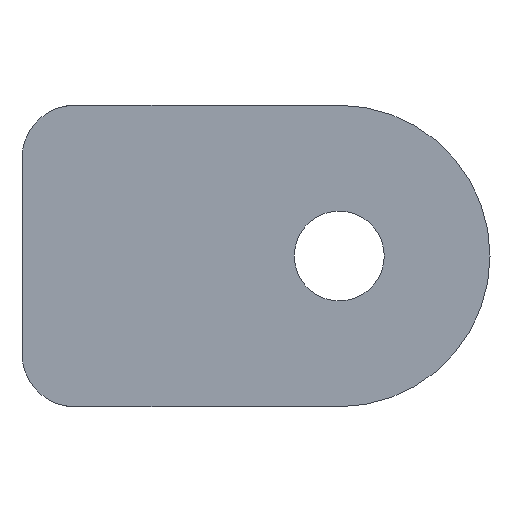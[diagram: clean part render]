
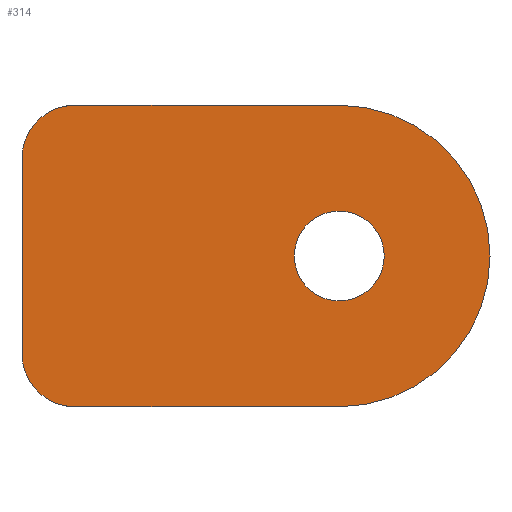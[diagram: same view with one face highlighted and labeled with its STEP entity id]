
A CAD part, front view. The second image highlights one B-rep face of the part: STEP entity #314.
In plain terms, the highlighted planar face has unit normal (0, -1, 0).
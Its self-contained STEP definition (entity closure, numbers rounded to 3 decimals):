
#2 = CARTESIAN_POINT ( 'NONE',  ( 0., 0., 4.25 ) ) ;
#33 = VERTEX_POINT ( 'NONE', #137 ) ;
#40 = DIRECTION ( 'NONE',  ( 0., -1., 0. ) ) ;
#41 = DIRECTION ( 'NONE',  ( 0., 1., 0. ) ) ;
#49 = DIRECTION ( 'NONE',  ( 0., 0., 1. ) ) ;
#53 = CARTESIAN_POINT ( 'NONE',  ( -30., 0., 14.25 ) ) ;
#56 = VERTEX_POINT ( 'NONE', #98 ) ;
#65 = ORIENTED_EDGE ( 'NONE', *, *, #308, .T. ) ;
#73 = VERTEX_POINT ( 'NONE', #86 ) ;
#79 = CIRCLE ( 'NONE', #312, 5. ) ;
#82 = CARTESIAN_POINT ( 'NONE',  ( -25., 0., 9.25 ) ) ;
#86 = CARTESIAN_POINT ( 'NONE',  ( 0., 0., 14.25 ) ) ;
#88 = EDGE_CURVE ( 'NONE', #346, #227, #153, .T. ) ;
#93 = LINE ( 'NONE', #53, #458 ) ;
#97 = DIRECTION ( 'NONE',  ( 0., 1., 0. ) ) ;
#98 = CARTESIAN_POINT ( 'NONE',  ( 0., 0., -14.25 ) ) ;
#101 = DIRECTION ( 'NONE',  ( 0., 0., 1. ) ) ;
#107 = CARTESIAN_POINT ( 'NONE',  ( -30., 0., -14.25 ) ) ;
#124 = FACE_OUTER_BOUND ( 'NONE', #205, .T. ) ;
#126 = CIRCLE ( 'NONE', #332, 5. ) ;
#128 = DIRECTION ( 'NONE',  ( 0., 0., 1. ) ) ;
#130 = CARTESIAN_POINT ( 'NONE',  ( 0., 0., 0. ) ) ;
#137 = CARTESIAN_POINT ( 'NONE',  ( -30., 0., -9.25 ) ) ;
#153 = CIRCLE ( 'NONE', #451, 4.25 ) ;
#162 = FACE_BOUND ( 'NONE', #178, .T. ) ;
#168 = DIRECTION ( 'NONE',  ( 0., -1., 0. ) ) ;
#170 = VECTOR ( 'NONE', #521, 1000. ) ;
#171 = DIRECTION ( 'NONE',  ( 0., 0., 1. ) ) ;
#178 = EDGE_LOOP ( 'NONE', ( #427, #301 ) ) ;
#179 = VERTEX_POINT ( 'NONE', #433 ) ;
#201 = DIRECTION ( 'NONE',  ( -1., 0., 0. ) ) ;
#205 = EDGE_LOOP ( 'NONE', ( #485, #439, #245, #514, #443, #65 ) ) ;
#210 = LINE ( 'NONE', #409, #372 ) ;
#216 = VERTEX_POINT ( 'NONE', #270 ) ;
#223 = CARTESIAN_POINT ( 'NONE',  ( 0., 0., 0. ) ) ;
#227 = VERTEX_POINT ( 'NONE', #347 ) ;
#230 = CIRCLE ( 'NONE', #275, 14.25 ) ;
#242 = DIRECTION ( 'NONE',  ( 0., 1., 0. ) ) ;
#245 = ORIENTED_EDGE ( 'NONE', *, *, #326, .F. ) ;
#251 = PLANE ( 'NONE',  #535 ) ;
#270 = CARTESIAN_POINT ( 'NONE',  ( -30., 0., 9.25 ) ) ;
#275 = AXIS2_PLACEMENT_3D ( 'NONE', #223, #97, #101 ) ;
#289 = CARTESIAN_POINT ( 'NONE',  ( 0., 0., 0. ) ) ;
#300 = LINE ( 'NONE', #107, #170 ) ;
#301 = ORIENTED_EDGE ( 'NONE', *, *, #88, .T. ) ;
#308 = EDGE_CURVE ( 'NONE', #518, #216, #79, .T. ) ;
#312 = AXIS2_PLACEMENT_3D ( 'NONE', #82, #168, #49 ) ;
#314 = ADVANCED_FACE ( 'NONE', ( #124, #162 ), #251, .F. ) ;
#324 = EDGE_CURVE ( 'NONE', #33, #179, #126, .T. ) ;
#326 = EDGE_CURVE ( 'NONE', #56, #179, #210, .T. ) ;
#331 = DIRECTION ( 'NONE',  ( 0., 0., 1. ) ) ;
#332 = AXIS2_PLACEMENT_3D ( 'NONE', #413, #40, #500 ) ;
#334 = CARTESIAN_POINT ( 'NONE',  ( 0., 0., 0. ) ) ;
#338 = CARTESIAN_POINT ( 'NONE',  ( -25., 0., 14.25 ) ) ;
#346 = VERTEX_POINT ( 'NONE', #2 ) ;
#347 = CARTESIAN_POINT ( 'NONE',  ( 0., 0., -4.25 ) ) ;
#353 = EDGE_CURVE ( 'NONE', #227, #346, #406, .T. ) ;
#361 = AXIS2_PLACEMENT_3D ( 'NONE', #130, #41, #171 ) ;
#372 = VECTOR ( 'NONE', #201, 1000. ) ;
#392 = EDGE_CURVE ( 'NONE', #518, #73, #93, .T. ) ;
#406 = CIRCLE ( 'NONE', #361, 4.25 ) ;
#409 = CARTESIAN_POINT ( 'NONE',  ( 0., 0., -14.25 ) ) ;
#413 = CARTESIAN_POINT ( 'NONE',  ( -25., 0., -9.25 ) ) ;
#424 = DIRECTION ( 'NONE',  ( 1., 0., 0. ) ) ;
#425 = EDGE_CURVE ( 'NONE', #33, #216, #300, .T. ) ;
#427 = ORIENTED_EDGE ( 'NONE', *, *, #353, .T. ) ;
#433 = CARTESIAN_POINT ( 'NONE',  ( -25., 0., -14.25 ) ) ;
#439 = ORIENTED_EDGE ( 'NONE', *, *, #324, .T. ) ;
#443 = ORIENTED_EDGE ( 'NONE', *, *, #392, .F. ) ;
#451 = AXIS2_PLACEMENT_3D ( 'NONE', #289, #503, #128 ) ;
#458 = VECTOR ( 'NONE', #424, 1000. ) ;
#485 = ORIENTED_EDGE ( 'NONE', *, *, #425, .F. ) ;
#500 = DIRECTION ( 'NONE',  ( 0., 0., 1. ) ) ;
#503 = DIRECTION ( 'NONE',  ( 0., 1., 0. ) ) ;
#514 = ORIENTED_EDGE ( 'NONE', *, *, #524, .F. ) ;
#518 = VERTEX_POINT ( 'NONE', #338 ) ;
#521 = DIRECTION ( 'NONE',  ( 0., 0., 1. ) ) ;
#524 = EDGE_CURVE ( 'NONE', #73, #56, #230, .T. ) ;
#535 = AXIS2_PLACEMENT_3D ( 'NONE', #334, #242, #331 ) ;
